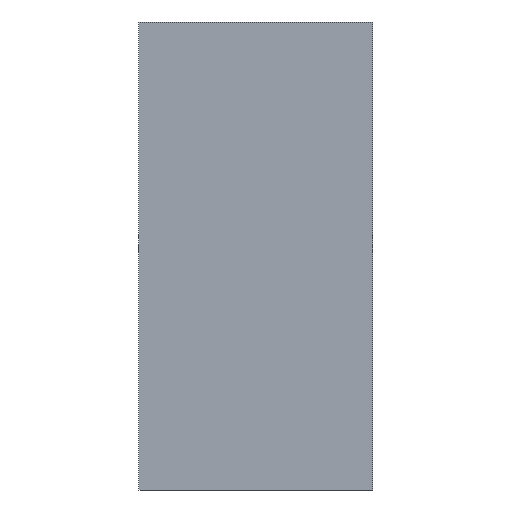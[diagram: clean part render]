
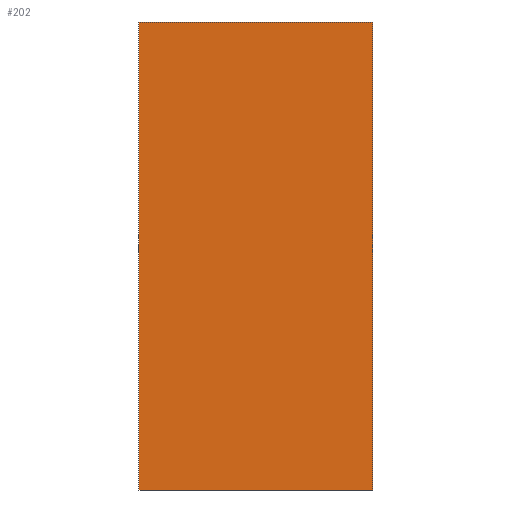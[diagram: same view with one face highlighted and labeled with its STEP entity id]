
A CAD part, front view. The second image highlights one B-rep face of the part: STEP entity #202.
In plain terms, the highlighted planar face has unit normal (0, -1, 0).
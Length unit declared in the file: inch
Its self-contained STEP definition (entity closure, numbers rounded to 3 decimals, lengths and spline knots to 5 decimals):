
#8 = FACE_OUTER_BOUND ( 'NONE', #71, .T. ) ;
#11 = AXIS2_PLACEMENT_3D ( 'NONE', #150, #151, #152 ) ;
#24 = CARTESIAN_POINT ( 'NONE',  ( 0., 0., -1. ) ) ;
#26 = LINE ( 'NONE', #24, #98 ) ;
#30 = DIRECTION ( 'NONE',  ( -1., 0., 0. ) ) ;
#37 = DIRECTION ( 'NONE',  ( 0., 0., -1. ) ) ;
#38 = VERTEX_POINT ( 'NONE', #43 ) ;
#40 = VERTEX_POINT ( 'NONE', #45 ) ;
#43 = CARTESIAN_POINT ( 'NONE',  ( 0.5, 0., -1. ) ) ;
#45 = CARTESIAN_POINT ( 'NONE',  ( 0., 0., -1. ) ) ;
#47 = CARTESIAN_POINT ( 'NONE',  ( 0.5, 0., 0. ) ) ;
#48 = CARTESIAN_POINT ( 'NONE',  ( 0., 0., 0. ) ) ;
#50 = LINE ( 'NONE', #51, #90 ) ;
#51 = CARTESIAN_POINT ( 'NONE',  ( 0.5, 0., 0. ) ) ;
#52 = DIRECTION ( 'NONE',  ( 1., 0., 0. ) ) ;
#66 = LINE ( 'NONE', #67, #95 ) ;
#67 = CARTESIAN_POINT ( 'NONE',  ( 0.5, 0., -1. ) ) ;
#68 = VERTEX_POINT ( 'NONE', #47 ) ;
#69 = VERTEX_POINT ( 'NONE', #48 ) ;
#71 = EDGE_LOOP ( 'NONE', ( #79, #78, #77, #107 ) ) ;
#77 = ORIENTED_EDGE ( 'NONE', *, *, #193, .F. ) ;
#78 = ORIENTED_EDGE ( 'NONE', *, *, #195, .F. ) ;
#79 = ORIENTED_EDGE ( 'NONE', *, *, #185, .F. ) ;
#90 = VECTOR ( 'NONE', #52, 39.37008 ) ;
#95 = VECTOR ( 'NONE', #37, 39.37008 ) ;
#98 = VECTOR ( 'NONE', #30, 39.37008 ) ;
#100 = VECTOR ( 'NONE', #126, 39.37008 ) ;
#107 = ORIENTED_EDGE ( 'NONE', *, *, #190, .F. ) ;
#124 = LINE ( 'NONE', #125, #100 ) ;
#125 = CARTESIAN_POINT ( 'NONE',  ( 0., 0., 0. ) ) ;
#126 = DIRECTION ( 'NONE',  ( 0., 0., 1. ) ) ;
#149 = PLANE ( 'NONE',  #11 ) ;
#150 = CARTESIAN_POINT ( 'NONE',  ( 0., 0., 0. ) ) ;
#151 = DIRECTION ( 'NONE',  ( 0., -1., 0. ) ) ;
#152 = DIRECTION ( 'NONE',  ( 0., 0., -1. ) ) ;
#185 = EDGE_CURVE ( 'NONE', #69, #68, #50, .T. ) ;
#190 = EDGE_CURVE ( 'NONE', #68, #38, #66, .T. ) ;
#193 = EDGE_CURVE ( 'NONE', #38, #40, #26, .T. ) ;
#195 = EDGE_CURVE ( 'NONE', #40, #69, #124, .T. ) ;
#202 = ADVANCED_FACE ( 'NONE', ( #8 ), #149, .T. ) ;
